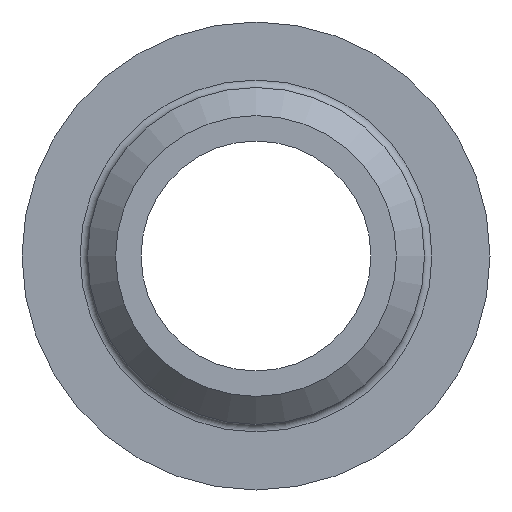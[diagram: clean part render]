
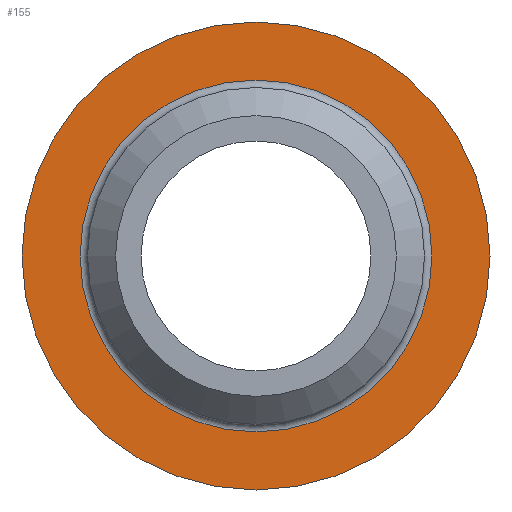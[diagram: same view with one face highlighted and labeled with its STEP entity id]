
A CAD part, left-side view. The second image highlights one B-rep face of the part: STEP entity #155.
In plain terms, the highlighted planar face has unit normal (-1, 0, 0).
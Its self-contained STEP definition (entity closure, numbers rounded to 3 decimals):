
#17=FACE_BOUND('',#56,.T.);
#20=PLANE('',#191);
#44=FACE_OUTER_BOUND('',#55,.T.);
#55=EDGE_LOOP('',(#122));
#56=EDGE_LOOP('',(#123));
#69=CIRCLE('',#187,47.);
#72=CIRCLE('',#192,62.5);
#82=VERTEX_POINT('',#270);
#84=VERTEX_POINT('',#279);
#94=EDGE_CURVE('',#82,#82,#69,.T.);
#98=EDGE_CURVE('',#84,#84,#72,.T.);
#122=ORIENTED_EDGE('',*,*,#98,.F.);
#123=ORIENTED_EDGE('',*,*,#94,.F.);
#155=ADVANCED_FACE('',(#44,#17),#20,.T.);
#187=AXIS2_PLACEMENT_3D('',#272,#216,#217);
#191=AXIS2_PLACEMENT_3D('',#278,#225,#226);
#192=AXIS2_PLACEMENT_3D('',#280,#227,#228);
#216=DIRECTION('center_axis',(-1.,0.,0.));
#217=DIRECTION('ref_axis',(0.,-1.,0.));
#225=DIRECTION('center_axis',(-1.,0.,0.));
#226=DIRECTION('ref_axis',(0.,0.,1.));
#227=DIRECTION('center_axis',(1.,0.,0.));
#228=DIRECTION('ref_axis',(0.,0.,-1.));
#270=CARTESIAN_POINT('',(62.,0.,47.));
#272=CARTESIAN_POINT('Origin',(62.,0.,0.));
#278=CARTESIAN_POINT('Origin',(62.,62.5,0.));
#279=CARTESIAN_POINT('',(62.,-62.5,0.));
#280=CARTESIAN_POINT('Origin',(62.,0.,0.));
